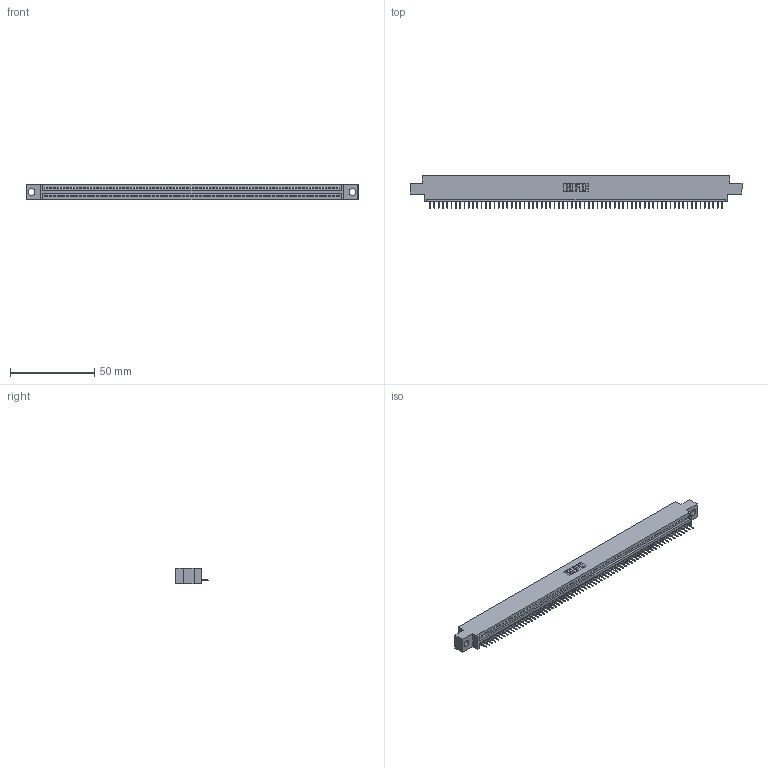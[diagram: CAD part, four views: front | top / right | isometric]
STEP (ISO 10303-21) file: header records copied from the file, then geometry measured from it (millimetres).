
FILE_DESCRIPTION (( 'STEP AP203' ), '1' );
FILE_NAME ('345-069-524-604.STEP', '2018-09-30T18:24:19', ( '' ), ( '' ), 'SwSTEP 2.0', 'SolidWorks 2016', '' );
FILE_SCHEMA (( 'CONFIG_CONTROL_DESIGN' ));
Length unit declared in the file: inch
Products named in the file (3): 345-069-524-604; 345-292-001_345-293-124; 345 Part_0.170 Offset - 0.156 Dia-TH
Assembly tree (70 placements, depth 2):
  345-069-524-604
    345 Part_0.170 Offset - 0.156 Dia-TH
    345-292-001_345-293-124  x69
Bounding box: 196.47 x 19.35 x 9.4 mm (x, y, z)
Volume: 18408.2 mm3; surface area: 23893.6 mm2
Topology: 70 solids, 70 shells, 4408 faces, 12773 edges, 8238 vertices
Faces by surface type: plane 3258, cylinder 1150
Entity records: 48505 total; most frequent: ORIENTED_EDGE 8410, CARTESIAN_POINT 8407, DIRECTION 7303, EDGE_CURVE 4205, LINE 3801, VECTOR 3801, VERTEX_POINT 2798, AXIS2_PLACEMENT_3D 1751
